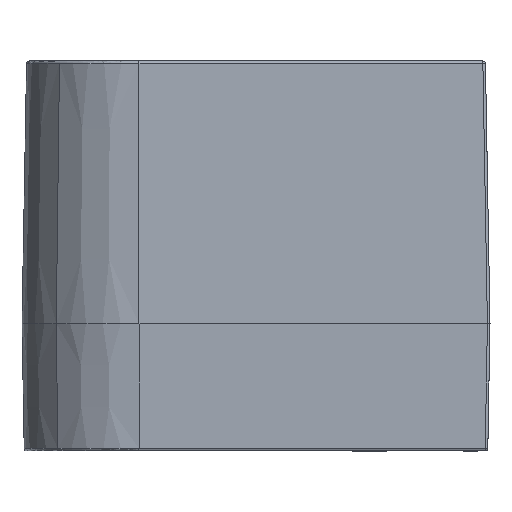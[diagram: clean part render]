
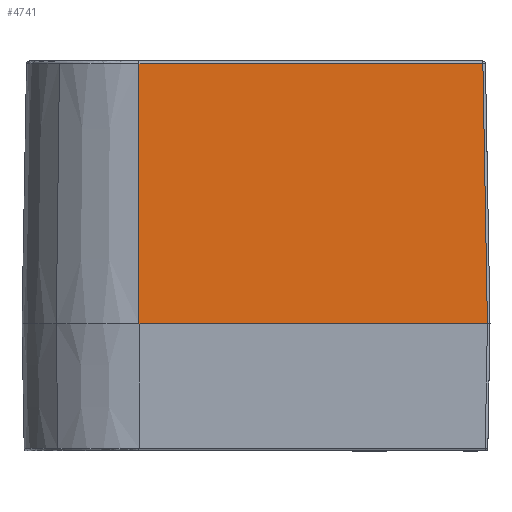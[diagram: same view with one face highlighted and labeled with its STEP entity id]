
A CAD part, left-side view. The second image highlights one B-rep face of the part: STEP entity #4741.
In plain terms, the highlighted planar face has unit normal (-1, 0, 0.018).
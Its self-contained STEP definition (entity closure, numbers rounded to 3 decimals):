
#44 = FACE_OUTER_BOUND ( 'NONE', #16015, .T. ) ;
#1449 = CARTESIAN_POINT ( 'NONE',  ( -42.777, 26.747, -19.482 ) ) ;
#1764 = DIRECTION ( 'NONE',  ( -1., 0., 0.017 ) ) ;
#1867 = EDGE_CURVE ( 'NONE', #7783, #15493, #3353, .T. ) ;
#1967 = AXIS2_PLACEMENT_3D ( 'NONE', #2016, #1764, #14513 ) ;
#1971 = DIRECTION ( 'NONE',  ( 0.017, 0., 1. ) ) ;
#2016 = CARTESIAN_POINT ( 'NONE',  ( -42.777, 24.858, -19.482 ) ) ;
#2510 = EDGE_CURVE ( 'NONE', #13349, #10712, #13571, .T. ) ;
#3329 = EDGE_CURVE ( 'NONE', #13349, #15493, #16188, .T. ) ;
#3353 = LINE ( 'NONE', #13377, #3778 ) ;
#3778 = VECTOR ( 'NONE', #13309, 1000. ) ;
#4105 = VECTOR ( 'NONE', #8983, 1000. ) ;
#4311 = CARTESIAN_POINT ( 'NONE',  ( -42.427, 53.547, 0.521 ) ) ;
#4741 = ADVANCED_FACE ( 'NONE', ( #44 ), #11337, .T. ) ;
#5583 = VECTOR ( 'NONE', #1971, 1000. ) ;
#6824 = ORIENTED_EDGE ( 'NONE', *, *, #2510, .F. ) ;
#7136 = DIRECTION ( 'NONE',  ( 0., 1., 0. ) ) ;
#7314 = CARTESIAN_POINT ( 'NONE',  ( -42.777, 26.747, -19.482 ) ) ;
#7783 = VERTEX_POINT ( 'NONE', #4311 ) ;
#8310 = CARTESIAN_POINT ( 'NONE',  ( -42.777, 53.547, -19.482 ) ) ;
#8665 = CARTESIAN_POINT ( 'NONE',  ( -42.427, 27.096, 0.521 ) ) ;
#8983 = DIRECTION ( 'NONE',  ( 0.017, 0.017, 1. ) ) ;
#9013 = ORIENTED_EDGE ( 'NONE', *, *, #9367, .F. ) ;
#9367 = EDGE_CURVE ( 'NONE', #10712, #7783, #15303, .T. ) ;
#10712 = VERTEX_POINT ( 'NONE', #12015 ) ;
#10785 = ORIENTED_EDGE ( 'NONE', *, *, #3329, .T. ) ;
#11337 = PLANE ( 'NONE',  #1967 ) ;
#12015 = CARTESIAN_POINT ( 'NONE',  ( -42.777, 53.547, -19.482 ) ) ;
#13124 = VECTOR ( 'NONE', #7136, 1000. ) ;
#13309 = DIRECTION ( 'NONE',  ( 0., -1., 0. ) ) ;
#13349 = VERTEX_POINT ( 'NONE', #14261 ) ;
#13377 = CARTESIAN_POINT ( 'NONE',  ( -42.427, 53.547, 0.521 ) ) ;
#13571 = LINE ( 'NONE', #7314, #13124 ) ;
#14261 = CARTESIAN_POINT ( 'NONE',  ( -42.777, 26.747, -19.482 ) ) ;
#14513 = DIRECTION ( 'NONE',  ( 0., -1., 0. ) ) ;
#14637 = ORIENTED_EDGE ( 'NONE', *, *, #1867, .F. ) ;
#15303 = LINE ( 'NONE', #8310, #5583 ) ;
#15493 = VERTEX_POINT ( 'NONE', #8665 ) ;
#16015 = EDGE_LOOP ( 'NONE', ( #14637, #9013, #6824, #10785 ) ) ;
#16188 = LINE ( 'NONE', #1449, #4105 ) ;
